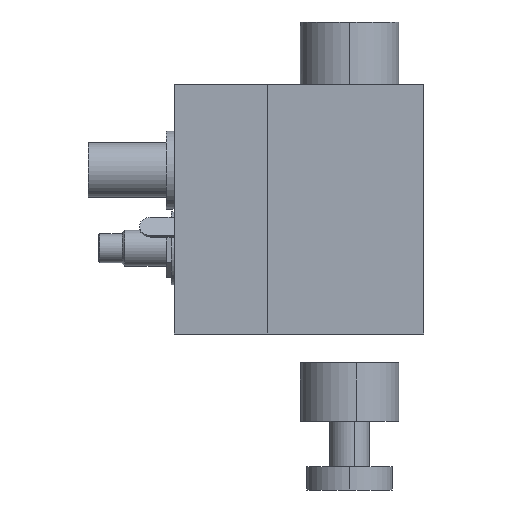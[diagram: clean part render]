
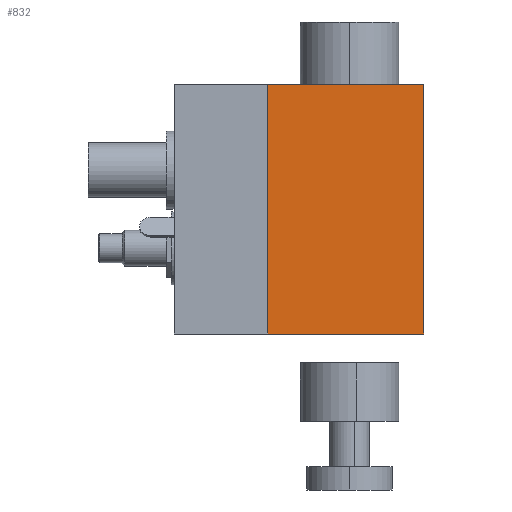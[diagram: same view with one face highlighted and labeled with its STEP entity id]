
A CAD part, left-side view. The second image highlights one B-rep face of the part: STEP entity #832.
In plain terms, the highlighted planar face has unit normal (-1, 0, 0).
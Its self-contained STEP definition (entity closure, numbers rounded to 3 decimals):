
#806 = ORIENTED_EDGE ( 'NONE', *, *, #807, .F. ) ;
#807 = EDGE_CURVE ( 'NONE', #808, #809, #4113, .T. ) ;
#808 = VERTEX_POINT ( 'NONE', #4109 ) ;
#809 = VERTEX_POINT ( 'NONE', #4108 ) ;
#810 = ORIENTED_EDGE ( 'NONE', *, *, #811, .F. ) ;
#811 = EDGE_CURVE ( 'NONE', #825, #808, #4107, .T. ) ;
#812 = ORIENTED_EDGE ( 'NONE', *, *, #824, .T. ) ;
#813 = ORIENTED_EDGE ( 'NONE', *, *, #814, .T. ) ;
#814 = EDGE_CURVE ( 'NONE', #826, #809, #4102, .T. ) ;
#824 = EDGE_CURVE ( 'NONE', #825, #826, #4127, .T. ) ;
#825 = VERTEX_POINT ( 'NONE', #4123 ) ;
#826 = VERTEX_POINT ( 'NONE', #4122 ) ;
#832 = ADVANCED_FACE ( 'NONE', ( #4167 ), #4152, .T. ) ;
#833 = EDGE_LOOP ( 'NONE', ( #806, #810, #812, #813 ) ) ;
#4099 = DIRECTION ( 'NONE',  ( 0., 0., 1. ) ) ;
#4100 = VECTOR ( 'NONE', #4099, 1000. ) ;
#4101 = CARTESIAN_POINT ( 'NONE',  ( -10.849, -9.064, -40. ) ) ;
#4102 = LINE ( 'NONE', #4101, #4100 ) ;
#4104 = DIRECTION ( 'NONE',  ( 0., 0., 1. ) ) ;
#4105 = VECTOR ( 'NONE', #4104, 1000. ) ;
#4106 = CARTESIAN_POINT ( 'NONE',  ( -10.849, 10.936, -40. ) ) ;
#4107 = LINE ( 'NONE', #4106, #4105 ) ;
#4108 = CARTESIAN_POINT ( 'NONE',  ( -10.849, -9.064, -8. ) ) ;
#4109 = CARTESIAN_POINT ( 'NONE',  ( -10.849, 10.936, -8. ) ) ;
#4110 = DIRECTION ( 'NONE',  ( 0., -1., 0. ) ) ;
#4111 = VECTOR ( 'NONE', #4110, 1000. ) ;
#4112 = CARTESIAN_POINT ( 'NONE',  ( -10.849, 10.936, -8. ) ) ;
#4113 = LINE ( 'NONE', #4112, #4111 ) ;
#4122 = CARTESIAN_POINT ( 'NONE',  ( -10.849, -9.064, -40. ) ) ;
#4123 = CARTESIAN_POINT ( 'NONE',  ( -10.849, 10.936, -40. ) ) ;
#4124 = DIRECTION ( 'NONE',  ( 0., -1., 0. ) ) ;
#4125 = VECTOR ( 'NONE', #4124, 1000. ) ;
#4126 = CARTESIAN_POINT ( 'NONE',  ( -10.849, 10.936, -40. ) ) ;
#4127 = LINE ( 'NONE', #4126, #4125 ) ;
#4148 = DIRECTION ( 'NONE',  ( 0., -1., 0. ) ) ;
#4149 = DIRECTION ( 'NONE',  ( -1., 0., 0. ) ) ;
#4150 = CARTESIAN_POINT ( 'NONE',  ( -10.849, 10.936, -40. ) ) ;
#4151 = AXIS2_PLACEMENT_3D ( 'NONE', #4150, #4149, #4148 ) ;
#4152 = PLANE ( 'NONE',  #4151 ) ;
#4167 = FACE_OUTER_BOUND ( 'NONE', #833, .T. ) ;
